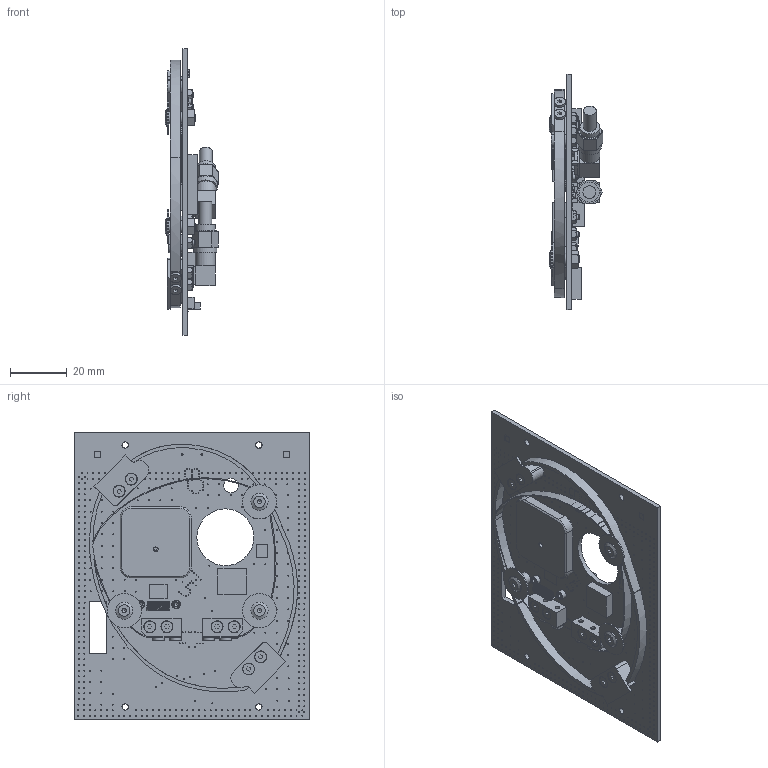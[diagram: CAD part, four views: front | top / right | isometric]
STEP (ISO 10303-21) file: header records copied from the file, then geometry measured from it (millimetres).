
FILE_DESCRIPTION(/* description */ (''),/* implementation_level */ '2;1');
FILE_NAME(/* name */ 'B4_FM_-Y_panel v3.step',/* time_stamp */ '2021-05-20T07:32:26+09:00',/* author */ (''),/* organization */ (''),/* preprocessor_version */ 'ST-DEVELOPER v18.1',/* originating_system */ 'Autodesk Translation Framework v10.6.0.1341',/* authorisation */ '');
FILE_SCHEMA (('AUTOMOTIVE_DESIGN { 1 0 10303 214 3 1 1 }'));
Length unit declared in the file: millimetre
Products named in the file (49): B4_FM_-Y_panel; B3_GPS_patch antenna; B4_antenna_fixing_parts; B3_nichrome_wire; SNSS-M2-4-SD; SHNS-M2; Antenna_Guides_Washers; CBSTSR3-10; SLBNR3; CU-305PH; Washer_Head; Perovskite_Solar_Cells; PSC_Sample; Solar panel_f; SMA_Connector; SMA_Connector_1; Cable_Head; B4_rev_antenna_fixing_parts; Rev_Ant_Fix; PhotoMOS; B4_antenna_fixing_parts_Yuma; B4_antenna_fixing_parts_Yuma_1; SSHS-M2-8; SSHS-M2-6; B4_Antenna; MML_Connector; BIRDS4_-X_panel_EMv3.0; PCB Component; Board; TMP36FSZ; MMCX_GPS; GPS_HOLE; C1608; SMA_142_0711_301; B4_FOR_NEW_DIPOLE; TC1-1T+; CUBESAT_RAIL; HNT RF CON; HEADER12PIN; PEROVSKITE ...
Assembly tree (99 placements, depth 4):
  B4_FM_-Y_panel
    B3_GPS_patch antenna
    B4_antenna_fixing_parts
      SSHS-M2-8  x2
    B3_nichrome_wire
    SNSS-M2-4-SD  x2
    SHNS-M2  x10
    Antenna_Guides_Washers
      CBSTSR3-10  x3
      SLBNR3  x3
      Washer_Head  x3
      CU-305PH  x3
    Perovskite_Solar_Cells
      PSC_Sample
    Solar panel_f
    SMA_Connector
      Cable_Head
    SMA_Connector_1
      Cable_Head
    B4_rev_antenna_fixing_parts
      Rev_Ant_Fix
      SSHS-M2-8  x2
    PhotoMOS  x2
    MML_Connector  x2
    SSHS-M2-6  x8
    B4_antenna_fixing_parts_Yuma
      SSHS-M2-8  x2
    B4_antenna_fixing_parts_Yuma_1
      SSHS-M2-8  x2
    B4_Antenna
    BIRDS4_-X_panel_EMv3.0
      PCB Component
        Board
        TMP36FSZ
        MMCX_GPS
        GPS_HOLE
        C1608  x4
        SMA_142_0711_301  x2
        B4_FOR_NEW_DIPOLE  x4
        TC1-1T+
        CUBESAT_RAIL  x2
        HNT RF CON
        C1608 (1)  x4
        HEADER12PIN
        PEROVSKITE  x2
        SFH2430
        R0805
        AQZ10X  x2
        MABA-010245-CT1160
        NCS1.5-232+
        NICR_HOLE  x2
        240  x2
        1  x2
Bounding box: 18.95 x 82.6 x 100.7 mm (x, y, z)
Volume: 35283.3 mm3; surface area: 54391.1 mm2
Topology: 112 solids, 114 shells, 2105 faces, 5119 edges, 3311 vertices
Faces by surface type: plane 1111, cylinder 731, cone 208, bspline 45, torus 10
Full cylindrical faces by diameter (mm): 0.3 x83, 0.35 x452, 0.4 x3, 0.5 x2, 0.6 x4, 0.7 x2, 1 x1, 1.25 x2, 1.5 x6, 1.567 x10, 1.6 x16, 1.7 x1, 1.8 x2, 2 x20, 2.2 x37, 2.249 x1, 2.459 x3, 2.693 x3, 3 x8, 3.2 x9, 4 x16, 4.2 x11, 4.5 x2, 5 x4, 6 x3, 7 x6, 8 x4, 12 x3, 20 x2
Entity records: 52416 total; most frequent: CARTESIAN_POINT 11643, DIRECTION 8059, ORIENTED_EDGE 7372, EDGE_CURVE 3686, AXIS2_PLACEMENT_3D 2970, EDGE_LOOP 2714, VERTEX_POINT 2418, LINE 2119
